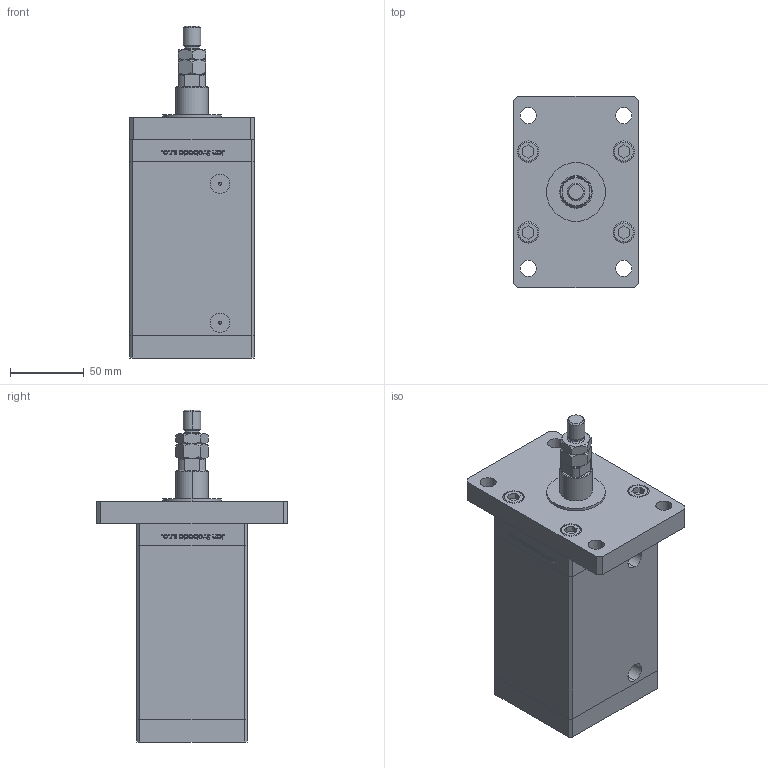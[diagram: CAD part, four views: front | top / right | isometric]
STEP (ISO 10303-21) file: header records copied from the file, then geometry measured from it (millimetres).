
FILE_DESCRIPTION (( 'STEP AP203' ), '1' );
FILE_NAME ('6852.STEP', '2024-01-08T17:20:07', ( '' ), ( '' ), 'SwSTEP 2.0', 'SolidWorks 2019', '' );
FILE_SCHEMA (( 'CONFIG_CONTROL_DESIGN' ));
Length unit declared in the file: millimetre
Products named in the file (8): V220C_VC_F ab9f87bdeb2707bb0fb2053fea22439c; V220C BACK_F ab9f87bdeb2707bb0fb2053fea22439c; MTA ab9f87bdeb2707bb0fb2053fea22439c; ALLEN BOLT ab9f87bdeb2707bb0fb2053fea22439c; 6852; V220C_F_MIDDLE ab9f87bdeb2707bb0fb2053fea22439c; V220C_F ab9f87bdeb2707bb0fb2053fea22439c; V220C_FRONT_F ab9f87bdeb2707bb0fb2053fea22439c
Assembly tree (20 placements, depth 2):
  6852
    V220C BACK_F ab9f87bdeb2707bb0fb2053fea22439c
    V220C_F_MIDDLE ab9f87bdeb2707bb0fb2053fea22439c
    V220C_FRONT_F ab9f87bdeb2707bb0fb2053fea22439c
    V220C_F ab9f87bdeb2707bb0fb2053fea22439c
    ALLEN BOLT ab9f87bdeb2707bb0fb2053fea22439c  x14
    V220C_VC_F ab9f87bdeb2707bb0fb2053fea22439c
    MTA ab9f87bdeb2707bb0fb2053fea22439c
Bounding box: 85 x 130 x 225.8 mm (x, y, z)
Volume: 1009064.7 mm3; surface area: 186139.9 mm2
Topology: 20 solids, 20 shells, 1359 faces, 3343 edges, 2173 vertices
Faces by surface type: plane 532, bspline 484, cylinder 191, cone 90, torus 62
Entity records: 55229 total; most frequent: CARTESIAN_POINT 30978, ORIENTED_EDGE 5486, DIRECTION 3269, EDGE_CURVE 2743, VERTEX_POINT 1809, VECTOR 1389, LINE 1389, EDGE_LOOP 1260
